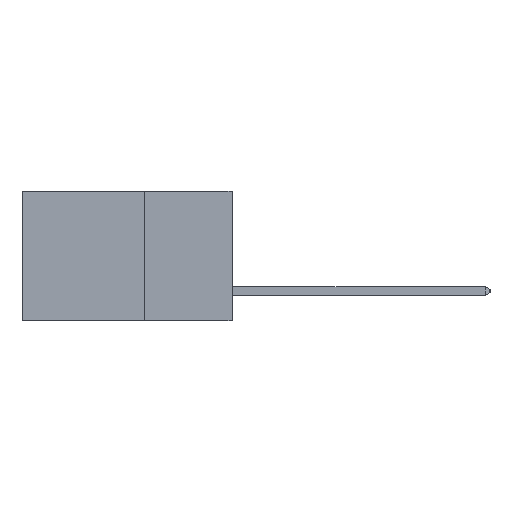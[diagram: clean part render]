
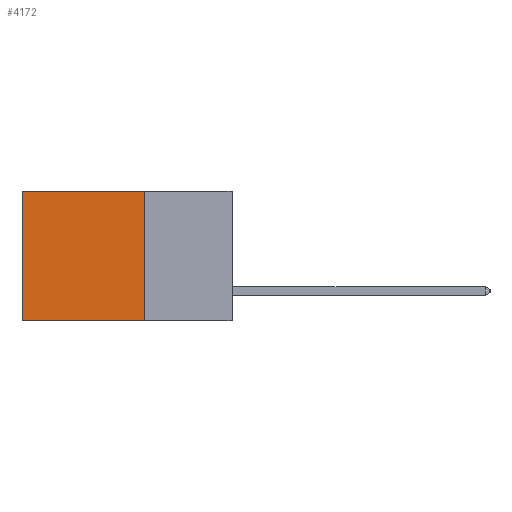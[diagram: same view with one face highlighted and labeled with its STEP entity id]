
A CAD part, left-side view. The second image highlights one B-rep face of the part: STEP entity #4172.
In plain terms, the highlighted planar face has unit normal (-1, 0, 0).
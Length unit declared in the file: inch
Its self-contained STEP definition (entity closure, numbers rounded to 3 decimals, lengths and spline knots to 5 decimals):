
#169 = CARTESIAN_POINT ( 'NONE',  ( 0.2875, 0.25, 0. ) ) ;
#211 = CARTESIAN_POINT ( 'NONE',  ( 0.2875, 0.6, -0.37 ) ) ;
#713 = VERTEX_POINT ( 'NONE', #2916 ) ;
#1333 = CARTESIAN_POINT ( 'NONE',  ( 0.2875, 0.25, 0. ) ) ;
#1352 = DIRECTION ( 'NONE',  ( 0., 0., -1. ) ) ;
#2877 = CARTESIAN_POINT ( 'NONE',  ( 0.2875, 0.6, 0. ) ) ;
#2916 = CARTESIAN_POINT ( 'NONE',  ( 0.2875, 0.25, -0.37 ) ) ;
#2933 = LINE ( 'NONE', #13103, #8924 ) ;
#3245 = VECTOR ( 'NONE', #11214, 39.37008 ) ;
#4172 = ADVANCED_FACE ( 'NONE', ( #13769 ), #7258, .F. ) ;
#5043 = EDGE_CURVE ( 'NONE', #713, #11695, #7816, .T. ) ;
#5587 = CARTESIAN_POINT ( 'NONE',  ( 0.2875, 0.6, 0. ) ) ;
#7258 = PLANE ( 'NONE',  #11662 ) ;
#7816 = LINE ( 'NONE', #12633, #14109 ) ;
#8156 = ORIENTED_EDGE ( 'NONE', *, *, #9817, .T. ) ;
#8485 = DIRECTION ( 'NONE',  ( 1., 0., 0. ) ) ;
#8924 = VECTOR ( 'NONE', #14333, 39.37008 ) ;
#9180 = ORIENTED_EDGE ( 'NONE', *, *, #12156, .F. ) ;
#9319 = VECTOR ( 'NONE', #13144, 39.37008 ) ;
#9680 = LINE ( 'NONE', #1333, #9319 ) ;
#9817 = EDGE_CURVE ( 'NONE', #14647, #13157, #2933, .T. ) ;
#11214 = DIRECTION ( 'NONE',  ( 0., 0., -1. ) ) ;
#11662 = AXIS2_PLACEMENT_3D ( 'NONE', #169, #8485, #1352 ) ;
#11695 = VERTEX_POINT ( 'NONE', #211 ) ;
#12156 = EDGE_CURVE ( 'NONE', #14647, #713, #9680, .T. ) ;
#12180 = CARTESIAN_POINT ( 'NONE',  ( 0.2875, 0.25, 0. ) ) ;
#12633 = CARTESIAN_POINT ( 'NONE',  ( 0.2875, 0.25, -0.37 ) ) ;
#13103 = CARTESIAN_POINT ( 'NONE',  ( 0.2875, 0.25, 0. ) ) ;
#13144 = DIRECTION ( 'NONE',  ( 0., 0., -1. ) ) ;
#13157 = VERTEX_POINT ( 'NONE', #5587 ) ;
#13297 = EDGE_LOOP ( 'NONE', ( #13821, #13520, #9180, #8156 ) ) ;
#13520 = ORIENTED_EDGE ( 'NONE', *, *, #5043, .F. ) ;
#13769 = FACE_OUTER_BOUND ( 'NONE', #13297, .T. ) ;
#13806 = DIRECTION ( 'NONE',  ( 0., 1., 0. ) ) ;
#13821 = ORIENTED_EDGE ( 'NONE', *, *, #14728, .T. ) ;
#14109 = VECTOR ( 'NONE', #13806, 39.37008 ) ;
#14333 = DIRECTION ( 'NONE',  ( 0., 1., 0. ) ) ;
#14647 = VERTEX_POINT ( 'NONE', #12180 ) ;
#14728 = EDGE_CURVE ( 'NONE', #13157, #11695, #15093, .T. ) ;
#15093 = LINE ( 'NONE', #2877, #3245 ) ;
